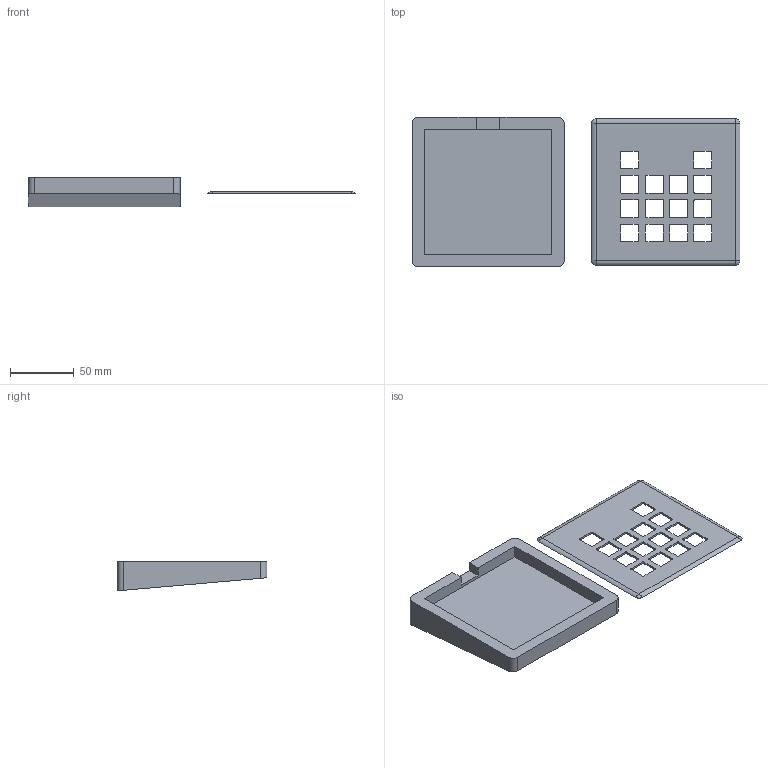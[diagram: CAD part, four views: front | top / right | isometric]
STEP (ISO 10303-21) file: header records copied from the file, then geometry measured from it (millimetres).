
FILE_DESCRIPTION(/* description */ ('STEP AP242 Edition 2','CAx-IF Rec.Pracs.---Representation and Presentation of Product Manufacturing Information (PMI)---4.0---2014-10-13','CAx-IF Rec.Pracs.---3D Tessellated Geometry---0.4---2014-09-14','2;1','CAx-IF Rec.Pracs.---User Defined Attributes---1.5---2016-08-15'),/* implementation_level */ '2;1');
FILE_NAME(/* name */ '692a36cd665081be16cdb88b',/* time_stamp */ '2025-11-28T23:57:02Z',/* author */ (''),/* organization */ (''),/* preprocessor_version */ 'ST-DEVELOPER v20',/* originating_system */ 'ONSHAPE BY PTC INC, 1.207',/* authorisation */ ' ');
FILE_SCHEMA (('AP242_MANAGED_MODEL_BASED_3D_ENGINEERING_MIM_LF { 1 0 10303 442 3 1 4 }'));
Length unit declared in the file: metre
Products named in the file (2): Part 2; Part 1
Bounding box: 256.6 x 117.25 x 23.26 mm (x, y, z)
Volume: 168062.2 mm3; surface area: 62570.7 mm2
Topology: 2 solids, 2 shells, 140 faces, 408 edges, 268 vertices
Faces by surface type: plane 72, cylinder 64, sphere 4
Entity records: 4732 total; most frequent: DIRECTION 820, CARTESIAN_POINT 814, ORIENTED_EDGE 808, EDGE_CURVE 404, AXIS2_PLACEMENT_3D 274, LINE 272, VECTOR 272, VERTEX_POINT 268
